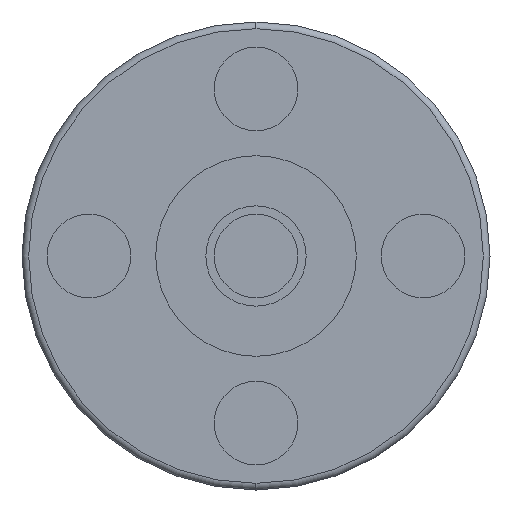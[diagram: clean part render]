
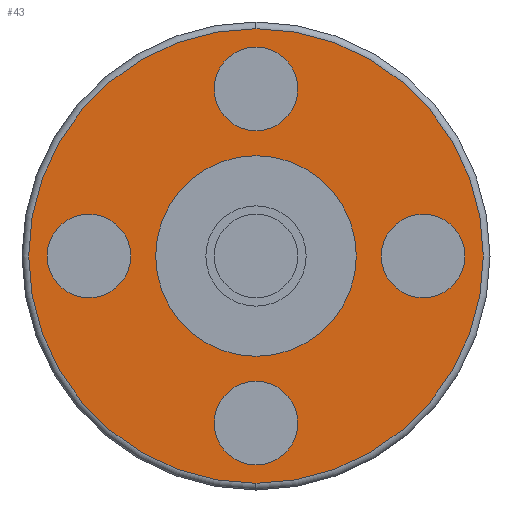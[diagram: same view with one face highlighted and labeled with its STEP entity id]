
A CAD part, left-side view. The second image highlights one B-rep face of the part: STEP entity #43.
In plain terms, the highlighted planar face has unit normal (-1, 0, 0).
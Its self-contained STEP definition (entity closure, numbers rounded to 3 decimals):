
#3 = EDGE_LOOP ( 'NONE', ( #454, #220 ) ) ;
#9 = CARTESIAN_POINT ( 'NONE',  ( 0., -5., -1.25 ) ) ;
#10 = CARTESIAN_POINT ( 'NONE',  ( 0., 0., 6.25 ) ) ;
#13 = AXIS2_PLACEMENT_3D ( 'NONE', #277, #338, #404 ) ;
#15 = DIRECTION ( 'NONE',  ( 0., 0., 1. ) ) ;
#16 = ORIENTED_EDGE ( 'NONE', *, *, #833, .F. ) ;
#23 = DIRECTION ( 'NONE',  ( -1., 0., 0. ) ) ;
#29 = CARTESIAN_POINT ( 'NONE',  ( 0., -5., 0. ) ) ;
#38 = VERTEX_POINT ( 'NONE', #114 ) ;
#43 = ADVANCED_FACE ( 'NONE', ( #276, #98, #823, #218, #716, #62 ), #777, .F. ) ;
#58 = CARTESIAN_POINT ( 'NONE',  ( 0., -5., 1.25 ) ) ;
#61 = AXIS2_PLACEMENT_3D ( 'NONE', #791, #137, #77 ) ;
#62 = FACE_BOUND ( 'NONE', #662, .T. ) ;
#77 = DIRECTION ( 'NONE',  ( 0., 0., 1. ) ) ;
#86 = CARTESIAN_POINT ( 'NONE',  ( 0., 0., 6.8 ) ) ;
#92 = AXIS2_PLACEMENT_3D ( 'NONE', #639, #239, #238 ) ;
#98 = FACE_BOUND ( 'NONE', #749, .T. ) ;
#102 = VERTEX_POINT ( 'NONE', #637 ) ;
#114 = CARTESIAN_POINT ( 'NONE',  ( 0., 0., -6.25 ) ) ;
#123 = VERTEX_POINT ( 'NONE', #58 ) ;
#130 = EDGE_CURVE ( 'NONE', #123, #792, #546, .T. ) ;
#132 = ORIENTED_EDGE ( 'NONE', *, *, #261, .F. ) ;
#133 = CARTESIAN_POINT ( 'NONE',  ( 0., 0., 0. ) ) ;
#137 = DIRECTION ( 'NONE',  ( -1., 0., 0. ) ) ;
#160 = ORIENTED_EDGE ( 'NONE', *, *, #275, .F. ) ;
#167 = CARTESIAN_POINT ( 'NONE',  ( 0., 0., 3. ) ) ;
#170 = ORIENTED_EDGE ( 'NONE', *, *, #578, .F. ) ;
#172 = DIRECTION ( 'NONE',  ( 0., 0., 1. ) ) ;
#176 = DIRECTION ( 'NONE',  ( -1., 0., 0. ) ) ;
#177 = AXIS2_PLACEMENT_3D ( 'NONE', #567, #178, #172 ) ;
#178 = DIRECTION ( 'NONE',  ( -1., 0., 0. ) ) ;
#196 = AXIS2_PLACEMENT_3D ( 'NONE', #284, #801, #676 ) ;
#198 = CIRCLE ( 'NONE', #196, 1.25 ) ;
#213 = DIRECTION ( 'NONE',  ( -1., 0., 0. ) ) ;
#215 = CIRCLE ( 'NONE', #177, 1.25 ) ;
#218 = FACE_BOUND ( 'NONE', #362, .T. ) ;
#220 = ORIENTED_EDGE ( 'NONE', *, *, #421, .F. ) ;
#221 = VERTEX_POINT ( 'NONE', #10 ) ;
#238 = DIRECTION ( 'NONE',  ( 0., 0., 1. ) ) ;
#239 = DIRECTION ( 'NONE',  ( -1., 0., 0. ) ) ;
#243 = CARTESIAN_POINT ( 'NONE',  ( 0., 5., -1.25 ) ) ;
#251 = CARTESIAN_POINT ( 'NONE',  ( 0., 0., 5. ) ) ;
#257 = CARTESIAN_POINT ( 'NONE',  ( 0., 0., 0. ) ) ;
#258 = CIRCLE ( 'NONE', #92, 1.25 ) ;
#260 = DIRECTION ( 'NONE',  ( -1., 0., 0. ) ) ;
#261 = EDGE_CURVE ( 'NONE', #38, #638, #198, .T. ) ;
#264 = DIRECTION ( 'NONE',  ( -1., 0., 0. ) ) ;
#275 = EDGE_CURVE ( 'NONE', #792, #123, #601, .T. ) ;
#276 = FACE_OUTER_BOUND ( 'NONE', #595, .T. ) ;
#277 = CARTESIAN_POINT ( 'NONE',  ( 0., 0., 0. ) ) ;
#279 = ORIENTED_EDGE ( 'NONE', *, *, #130, .F. ) ;
#284 = CARTESIAN_POINT ( 'NONE',  ( 0., 0., -5. ) ) ;
#287 = VERTEX_POINT ( 'NONE', #803 ) ;
#289 = CIRCLE ( 'NONE', #614, 1.25 ) ;
#301 = EDGE_CURVE ( 'NONE', #102, #557, #695, .T. ) ;
#338 = DIRECTION ( 'NONE',  ( -1., 0., 0. ) ) ;
#347 = DIRECTION ( 'NONE',  ( 0., 0., 1. ) ) ;
#351 = VERTEX_POINT ( 'NONE', #86 ) ;
#362 = EDGE_LOOP ( 'NONE', ( #773, #132 ) ) ;
#367 = DIRECTION ( 'NONE',  ( -1., 0., 0. ) ) ;
#381 = AXIS2_PLACEMENT_3D ( 'NONE', #700, #176, #572 ) ;
#384 = VERTEX_POINT ( 'NONE', #814 ) ;
#385 = DIRECTION ( 'NONE',  ( 0., 0., -1. ) ) ;
#404 = DIRECTION ( 'NONE',  ( 0., 0., -1. ) ) ;
#406 = VERTEX_POINT ( 'NONE', #167 ) ;
#421 = EDGE_CURVE ( 'NONE', #557, #102, #289, .T. ) ;
#429 = DIRECTION ( 'NONE',  ( 0., 0., 1. ) ) ;
#450 = DIRECTION ( 'NONE',  ( 1., 0., 0. ) ) ;
#454 = ORIENTED_EDGE ( 'NONE', *, *, #301, .F. ) ;
#464 = EDGE_CURVE ( 'NONE', #384, #351, #715, .T. ) ;
#465 = CARTESIAN_POINT ( 'NONE',  ( 0., 0., -3. ) ) ;
#475 = AXIS2_PLACEMENT_3D ( 'NONE', #29, #23, #347 ) ;
#479 = EDGE_LOOP ( 'NONE', ( #279, #160 ) ) ;
#486 = CARTESIAN_POINT ( 'NONE',  ( 0., 5., 0. ) ) ;
#491 = CIRCLE ( 'NONE', #13, 3. ) ;
#503 = EDGE_CURVE ( 'NONE', #638, #38, #215, .T. ) ;
#518 = ORIENTED_EDGE ( 'NONE', *, *, #464, .T. ) ;
#546 = CIRCLE ( 'NONE', #61, 1.25 ) ;
#552 = EDGE_CURVE ( 'NONE', #351, #384, #620, .T. ) ;
#556 = ORIENTED_EDGE ( 'NONE', *, *, #696, .F. ) ;
#557 = VERTEX_POINT ( 'NONE', #243 ) ;
#563 = AXIS2_PLACEMENT_3D ( 'NONE', #257, #450, #385 ) ;
#567 = CARTESIAN_POINT ( 'NONE',  ( 0., 0., -5. ) ) ;
#572 = DIRECTION ( 'NONE',  ( 0., 0., -1. ) ) ;
#578 = EDGE_CURVE ( 'NONE', #287, #221, #258, .T. ) ;
#581 = CARTESIAN_POINT ( 'NONE',  ( 0., 0., -3.75 ) ) ;
#583 = AXIS2_PLACEMENT_3D ( 'NONE', #133, #264, #720 ) ;
#595 = EDGE_LOOP ( 'NONE', ( #518, #672 ) ) ;
#601 = CIRCLE ( 'NONE', #475, 1.25 ) ;
#610 = AXIS2_PLACEMENT_3D ( 'NONE', #697, #367, #829 ) ;
#614 = AXIS2_PLACEMENT_3D ( 'NONE', #616, #758, #429 ) ;
#616 = CARTESIAN_POINT ( 'NONE',  ( 0., 5., 0. ) ) ;
#620 = CIRCLE ( 'NONE', #381, 6.8 ) ;
#629 = AXIS2_PLACEMENT_3D ( 'NONE', #486, #213, #15 ) ;
#637 = CARTESIAN_POINT ( 'NONE',  ( 0., 5., 1.25 ) ) ;
#638 = VERTEX_POINT ( 'NONE', #581 ) ;
#639 = CARTESIAN_POINT ( 'NONE',  ( 0., 0., 5. ) ) ;
#662 = EDGE_LOOP ( 'NONE', ( #810, #16 ) ) ;
#672 = ORIENTED_EDGE ( 'NONE', *, *, #552, .T. ) ;
#676 = DIRECTION ( 'NONE',  ( 0., 0., 1. ) ) ;
#695 = CIRCLE ( 'NONE', #629, 1.25 ) ;
#696 = EDGE_CURVE ( 'NONE', #221, #287, #775, .T. ) ;
#697 = CARTESIAN_POINT ( 'NONE',  ( 0., 0., 0. ) ) ;
#700 = CARTESIAN_POINT ( 'NONE',  ( 0., 0., 0. ) ) ;
#715 = CIRCLE ( 'NONE', #610, 6.8 ) ;
#716 = FACE_BOUND ( 'NONE', #3, .T. ) ;
#717 = DIRECTION ( 'NONE',  ( 0., 0., 1. ) ) ;
#720 = DIRECTION ( 'NONE',  ( 0., 0., -1. ) ) ;
#725 = EDGE_CURVE ( 'NONE', #770, #406, #821, .T. ) ;
#749 = EDGE_LOOP ( 'NONE', ( #556, #170 ) ) ;
#758 = DIRECTION ( 'NONE',  ( -1., 0., 0. ) ) ;
#770 = VERTEX_POINT ( 'NONE', #465 ) ;
#773 = ORIENTED_EDGE ( 'NONE', *, *, #503, .F. ) ;
#775 = CIRCLE ( 'NONE', #795, 1.25 ) ;
#777 = PLANE ( 'NONE',  #563 ) ;
#791 = CARTESIAN_POINT ( 'NONE',  ( 0., -5., 0. ) ) ;
#792 = VERTEX_POINT ( 'NONE', #9 ) ;
#795 = AXIS2_PLACEMENT_3D ( 'NONE', #251, #260, #717 ) ;
#801 = DIRECTION ( 'NONE',  ( -1., 0., 0. ) ) ;
#803 = CARTESIAN_POINT ( 'NONE',  ( 0., 0., 3.75 ) ) ;
#810 = ORIENTED_EDGE ( 'NONE', *, *, #725, .F. ) ;
#814 = CARTESIAN_POINT ( 'NONE',  ( 0., 0., -6.8 ) ) ;
#821 = CIRCLE ( 'NONE', #583, 3. ) ;
#823 = FACE_BOUND ( 'NONE', #479, .T. ) ;
#829 = DIRECTION ( 'NONE',  ( 0., 0., -1. ) ) ;
#833 = EDGE_CURVE ( 'NONE', #406, #770, #491, .T. ) ;
